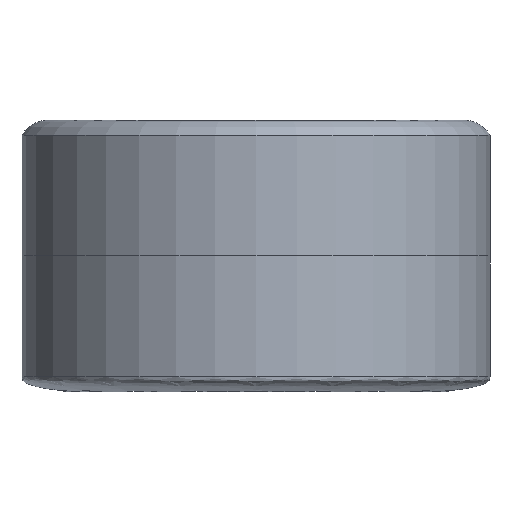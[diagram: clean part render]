
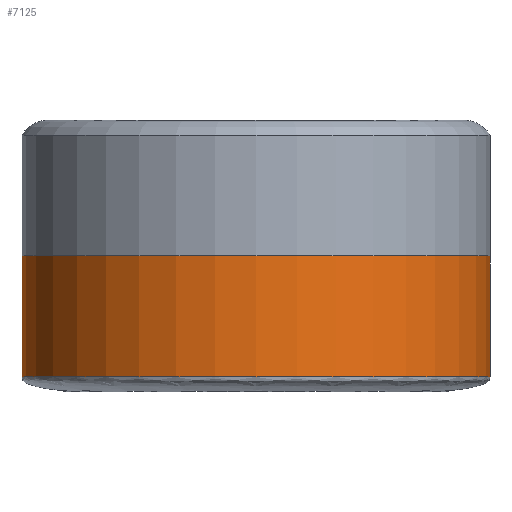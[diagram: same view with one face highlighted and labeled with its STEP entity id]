
A CAD part, front view. The second image highlights one B-rep face of the part: STEP entity #7125.
In plain terms, the highlighted cylindrical face has radius 45 mm (diameter 90 mm), a partial arc.
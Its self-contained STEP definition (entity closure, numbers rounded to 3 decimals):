
#5695=DIRECTION('',(0.,0.,1.));
#5696=VECTOR('',#5695,23.25);
#5697=CARTESIAN_POINT('',(-45.,0.,-23.25));
#5698=LINE('',#5697,#5696);
#5699=DIRECTION('',(0.,0.,1.));
#5700=VECTOR('',#5699,23.25);
#5701=CARTESIAN_POINT('',(45.,0.,-23.25));
#5702=LINE('',#5701,#5700);
#5703=CARTESIAN_POINT('',(0.,0.,-23.25));
#5704=DIRECTION('',(0.,0.,1.));
#5705=DIRECTION('',(-1.,0.,0.));
#5706=AXIS2_PLACEMENT_3D('',#5703,#5704,#5705);
#5726=CARTESIAN_POINT('',(0.,0.,0.));
#5727=DIRECTION('',(0.,0.,1.));
#5728=DIRECTION('',(-1.,0.,0.));
#5729=AXIS2_PLACEMENT_3D('',#5726,#5727,#5728);
#6777=CARTESIAN_POINT('',(-45.,0.,-23.25));
#6778=CARTESIAN_POINT('',(-45.,0.,0.));
#6779=VERTEX_POINT('',#6777);
#6780=VERTEX_POINT('',#6778);
#6789=CARTESIAN_POINT('',(45.,0.,-23.25));
#6790=CARTESIAN_POINT('',(45.,0.,0.));
#6791=VERTEX_POINT('',#6789);
#6792=VERTEX_POINT('',#6790);
#7111=CARTESIAN_POINT('',(0.,0.,28.711));
#7112=DIRECTION('',(0.,0.,-1.));
#7113=DIRECTION('',(1.,0.,0.));
#7114=AXIS2_PLACEMENT_3D('',#7111,#7112,#7113);
#7115=CYLINDRICAL_SURFACE('',#7114,45.);
#7117=ORIENTED_EDGE('',*,*,#7116,.T.);
#7119=ORIENTED_EDGE('',*,*,#7118,.T.);
#7121=ORIENTED_EDGE('',*,*,#7120,.F.);
#7122=ORIENTED_EDGE('',*,*,#7103,.F.);
#7123=EDGE_LOOP('',(#7117,#7119,#7121,#7122));
#7124=FACE_OUTER_BOUND('',#7123,.F.);
#7125=ADVANCED_FACE('',(#7124),#7115,.T.);
#5707=CIRCLE('',#5706,45.);
#5730=CIRCLE('',#5729,45.);
#7103=EDGE_CURVE('',#6779,#6791,#5707,.T.);
#7116=EDGE_CURVE('',#6779,#6780,#5698,.T.);
#7118=EDGE_CURVE('',#6780,#6792,#5730,.T.);
#7120=EDGE_CURVE('',#6791,#6792,#5702,.T.);
